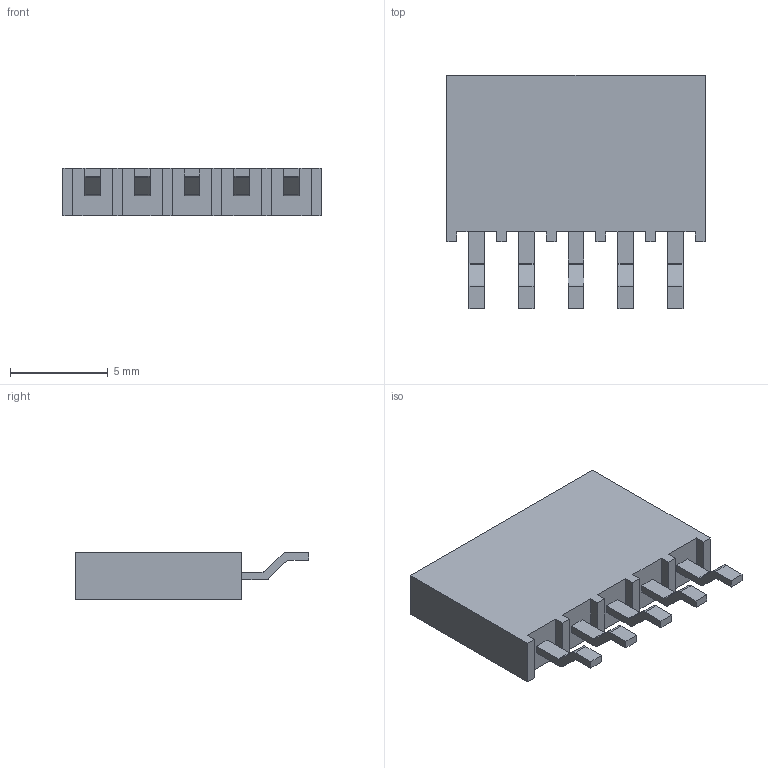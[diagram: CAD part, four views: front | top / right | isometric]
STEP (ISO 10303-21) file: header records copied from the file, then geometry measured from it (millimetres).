
FILE_DESCRIPTION(('STEP AP214'),'1');
FILE_NAME('smh-105-02-l-s.stp','2024-04-01T08:55:46',('TraceParts'),('TraceParts S.A.'),'Spatial InterOp 3D',' ',' ');
FILE_SCHEMA(('AUTOMOTIVE_DESIGN { 1 0 10303 214 1 1 1 1 }'));
Length unit declared in the file: millimetre
Products named in the file (1): smh-105-02-l-s
Bounding box: 13.21 x 11.94 x 2.41 mm (x, y, z)
Volume: 244.1 mm3; surface area: 514.7 mm2
Topology: 1 solids, 1 shells, 196 faces, 532 edges, 348 vertices
Faces by surface type: plane 176, cylinder 20
Entity records: 7640 total; most frequent: CARTESIAN_POINT 1077, ORIENTED_EDGE 1064, DIRECTION 966, EDGE_CURVE 532, LINE 492, VECTOR 492, VERTEX_POINT 348, AXIS2_PLACEMENT_3D 237
